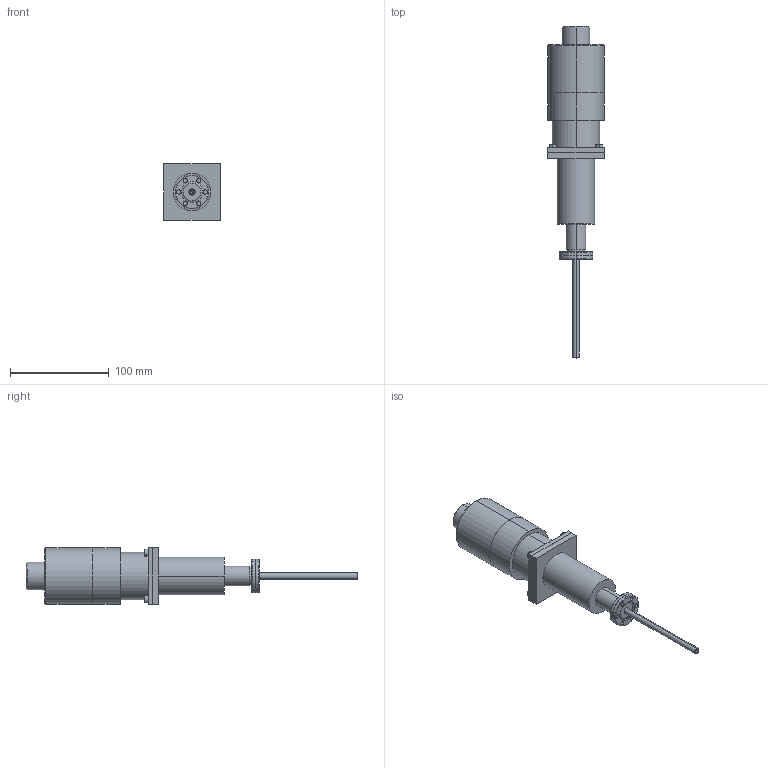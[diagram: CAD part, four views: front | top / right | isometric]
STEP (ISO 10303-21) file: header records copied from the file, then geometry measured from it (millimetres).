
FILE_DESCRIPTION((''),'2;1');
FILE_NAME('ZRD91MG','2011-07-25T',('enver.celik'),(''),'PRO/ENGINEER BY PARAMETRIC TECHNOLOGY CORPORATION, 2010140','PRO/ENGINEER BY PARAMETRIC TECHNOLOGY CORPORATION, 2010140','');
FILE_SCHEMA(('CONFIG_CONTROL_DESIGN'));
Length unit declared in the file: millimetre
Products named in the file (1): ZRD91MG
Bounding box: 57.2 x 336 x 57.2 mm (x, y, z)
Volume: 385571.5 mm3; surface area: 44749.5 mm2
Topology: 1 solids, 1 shells, 129 faces, 308 edges, 198 vertices
Faces by surface type: plane 53, cylinder 50, cone 18, torus 8
Entity records: 3838 total; most frequent: DIRECTION 693, CARTESIAN_POINT 666, ORIENTED_EDGE 612, EDGE_CURVE 306, AXIS2_PLACEMENT_3D 264, VERTEX_POINT 198, VECTOR 165, LINE 165
